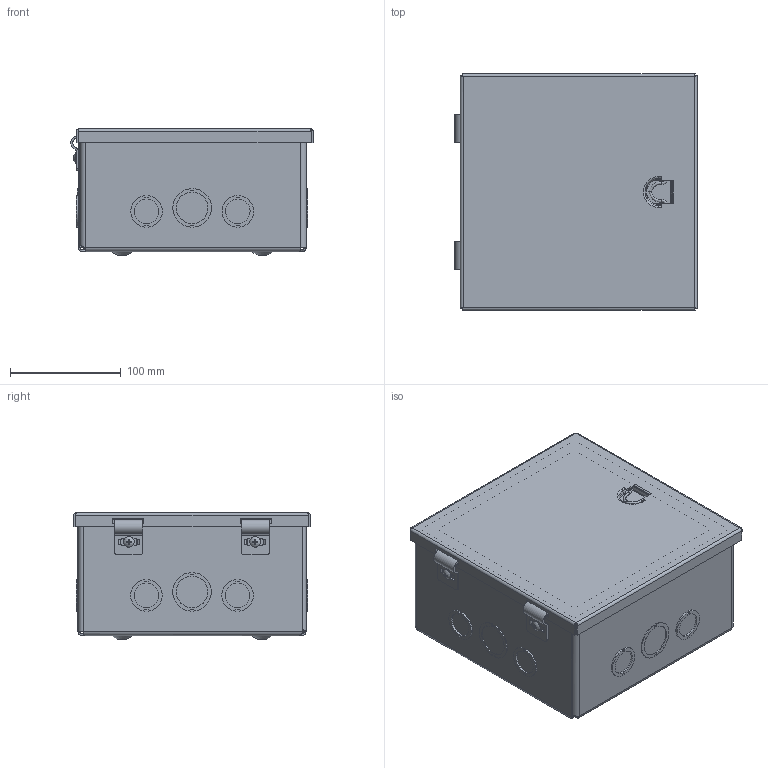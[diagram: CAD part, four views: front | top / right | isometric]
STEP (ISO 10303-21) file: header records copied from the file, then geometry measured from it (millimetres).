
FILE_DESCRIPTION(/* description */ ('BACKS - 8"X8"'),/* implementation_level */ '2;1');
FILE_NAME(/* name */ 'A080804.stp',/* time_stamp */ '2015-02-18T16:03:09+06:00',/* author */ ('ps'),/* organization */ (''),/* preprocessor_version */ 'ST-DEVELOPER v15.2',/* originating_system */ 'Autodesk Inventor 2014',/* authorisation */ '');
FILE_SCHEMA (('AUTOMOTIVE_DESIGN { 1 0 10303 214 3 1 1 }'));
Length unit declared in the file: inch
Products named in the file (7): A0808BA; A080804WRA; 31816; 372177; A0808LFA; 35010; A080804
Bounding box: 219.37 x 214.29 x 114.39 mm (x, y, z)
Volume: 333133.5 mm3; surface area: 433779.8 mm2
Topology: 23 solids, 25 shells, 830 faces, 2020 edges, 1256 vertices
Faces by surface type: plane 493, cylinder 179, bspline 65, torus 44, cone 29, sphere 20
Full cylindrical faces by diameter (mm): 3.556 x2, 4.166 x2, 4.191 x1, 5.803 x1, 7.62 x4, 9.754 x2
Entity records: 24388 total; most frequent: CARTESIAN_POINT 6203, ORIENTED_EDGE 3702, DIRECTION 3374, EDGE_CURVE 1755, LINE 1252, VECTOR 1252, VERTEX_POINT 1113, AXIS2_PLACEMENT_3D 1061
